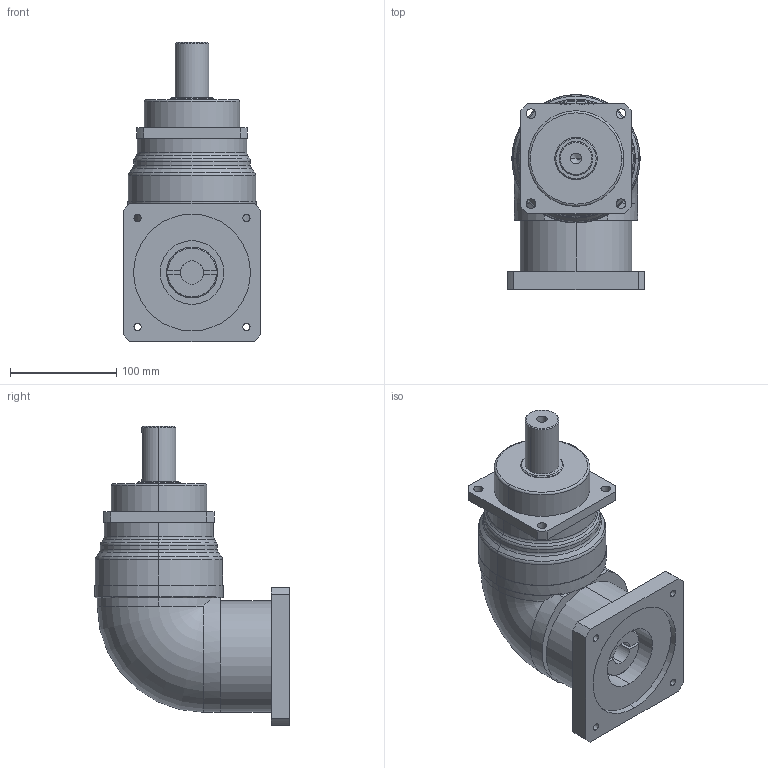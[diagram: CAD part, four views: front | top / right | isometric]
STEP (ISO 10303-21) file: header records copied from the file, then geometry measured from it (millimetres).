
FILE_DESCRIPTION (( 'STEP AP203' ), '1' );
FILE_NAME ('EVS100-L1-22-110-145.STEP', '2022-06-16T03:53:17', ( 'PC' ), ( 'Microsoft' ), 'SwSTEP 2.0', 'SolidWorks 2016', '' );
FILE_SCHEMA (( 'CONFIG_CONTROL_DESIGN' ));
Length unit declared in the file: millimetre
Products named in the file (1): EVS100-L1-22-110-145
Bounding box: 130 x 183.5 x 281.7 mm (x, y, z)
Volume: 2521612.9 mm3; surface area: 171533.4 mm2
Topology: 1 solids, 1 shells, 396 faces, 1046 edges, 685 vertices
Faces by surface type: plane 246, bspline 67, cylinder 57, cone 15, torus 11
Entity records: 15735 total; most frequent: CARTESIAN_POINT 6180, ORIENTED_EDGE 2084, DIRECTION 1708, EDGE_CURVE 1042, VECTOR 742, LINE 742, VERTEX_POINT 685, AXIS2_PLACEMENT_3D 483
